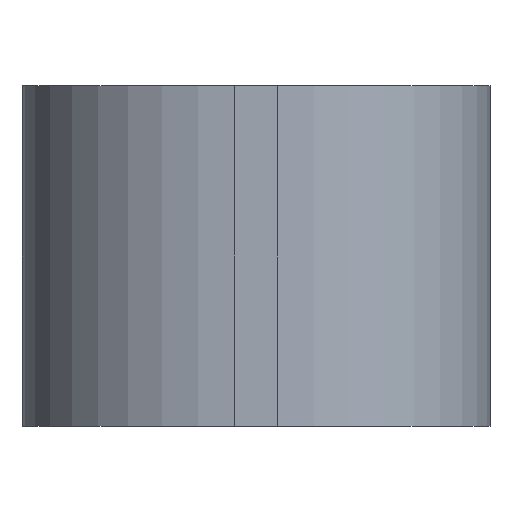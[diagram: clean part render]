
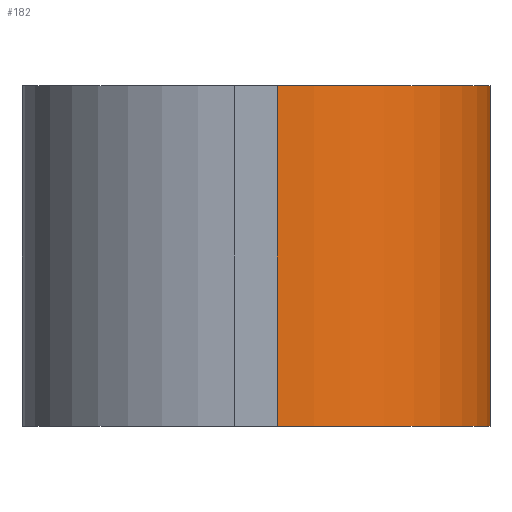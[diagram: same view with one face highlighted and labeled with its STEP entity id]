
A CAD part, front view. The second image highlights one B-rep face of the part: STEP entity #182.
In plain terms, the highlighted cylindrical face has radius 4.999 mm (diameter 9.998 mm), a partial arc.
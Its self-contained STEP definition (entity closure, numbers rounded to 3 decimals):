
#22 = VERTEX_POINT('',#23);
#23 = CARTESIAN_POINT('',(5.5,-18.501,0.));
#75 = VERTEX_POINT('',#76);
#76 = CARTESIAN_POINT('',(0.501,-23.5,0.));
#82 = EDGE_CURVE('',#75,#22,#83,.T.);
#83 = CIRCLE('',#84,4.999);
#84 = AXIS2_PLACEMENT_3D('',#85,#86,#87);
#85 = CARTESIAN_POINT('',(0.501,-18.501,0.));
#86 = DIRECTION('',(0.,0.,1.));
#87 = DIRECTION('',(0.,-1.,0.));
#131 = EDGE_CURVE('',#132,#22,#134,.T.);
#132 = VERTEX_POINT('',#133);
#133 = CARTESIAN_POINT('',(5.5,-18.501,-8.));
#134 = LINE('',#135,#136);
#135 = CARTESIAN_POINT('',(5.5,-18.501,-8.));
#136 = VECTOR('',#137,1.);
#137 = DIRECTION('',(0.,0.,1.));
#182 = ADVANCED_FACE('',(#183),#202,.T.);
#183 = FACE_BOUND('',#184,.T.);
#184 = EDGE_LOOP('',(#185,#194,#195,#196));
#185 = ORIENTED_EDGE('',*,*,#186,.T.);
#186 = EDGE_CURVE('',#187,#132,#189,.T.);
#187 = VERTEX_POINT('',#188);
#188 = CARTESIAN_POINT('',(0.501,-23.5,-8.));
#189 = CIRCLE('',#190,4.999);
#190 = AXIS2_PLACEMENT_3D('',#191,#192,#193);
#191 = CARTESIAN_POINT('',(0.501,-18.501,-8.));
#192 = DIRECTION('',(0.,0.,1.));
#193 = DIRECTION('',(0.,-1.,0.));
#194 = ORIENTED_EDGE('',*,*,#131,.T.);
#195 = ORIENTED_EDGE('',*,*,#82,.F.);
#196 = ORIENTED_EDGE('',*,*,#197,.F.);
#197 = EDGE_CURVE('',#187,#75,#198,.T.);
#198 = LINE('',#199,#200);
#199 = CARTESIAN_POINT('',(0.501,-23.5,-8.));
#200 = VECTOR('',#201,1.);
#201 = DIRECTION('',(0.,0.,1.));
#202 = CYLINDRICAL_SURFACE('',#203,4.999);
#203 = AXIS2_PLACEMENT_3D('',#204,#205,#206);
#204 = CARTESIAN_POINT('',(0.501,-18.501,-8.));
#205 = DIRECTION('',(0.,0.,1.));
#206 = DIRECTION('',(0.,-1.,0.));
